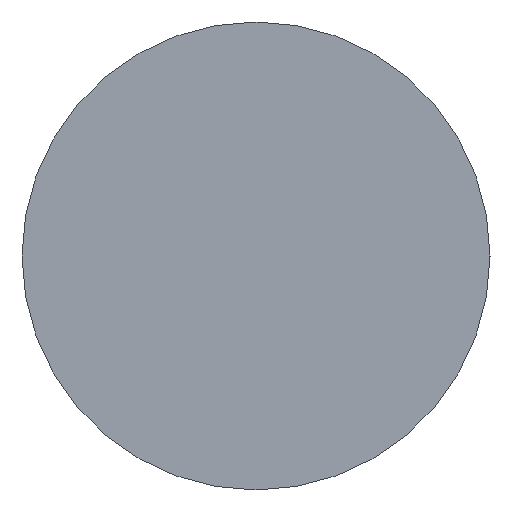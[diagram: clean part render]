
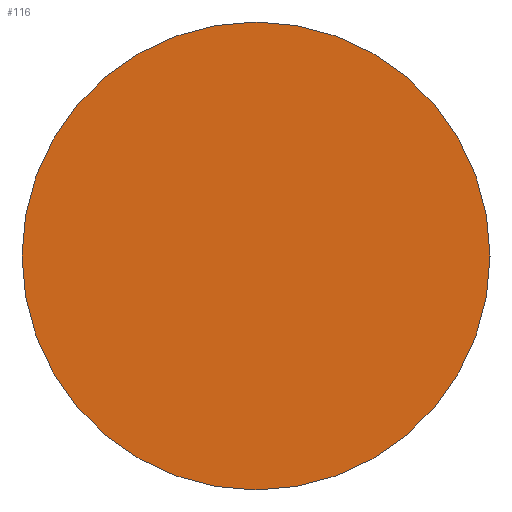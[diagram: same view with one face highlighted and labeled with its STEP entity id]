
A CAD part, left-side view. The second image highlights one B-rep face of the part: STEP entity #116.
In plain terms, the highlighted planar face has unit normal (-1, 0, 0).
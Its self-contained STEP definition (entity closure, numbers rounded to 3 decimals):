
#22=PLANE('',#153);
#31=FACE_OUTER_BOUND('',#43,.T.);
#43=EDGE_LOOP('',(#103));
#59=CIRCLE('',#151,150.);
#67=VERTEX_POINT('',#219);
#79=EDGE_CURVE('',#67,#67,#59,.T.);
#103=ORIENTED_EDGE('',*,*,#79,.F.);
#116=ADVANCED_FACE('',(#31),#22,.F.);
#151=AXIS2_PLACEMENT_3D('',#221,#188,#189);
#153=AXIS2_PLACEMENT_3D('',#223,#192,#193);
#188=DIRECTION('center_axis',(1.,0.,0.));
#189=DIRECTION('ref_axis',(0.,1.,0.));
#192=DIRECTION('center_axis',(1.,0.,0.));
#193=DIRECTION('ref_axis',(0.,1.,0.));
#219=CARTESIAN_POINT('',(0.,-120.,10.));
#221=CARTESIAN_POINT('Origin',(0.,30.,10.));
#223=CARTESIAN_POINT('Origin',(0.,30.,10.));
